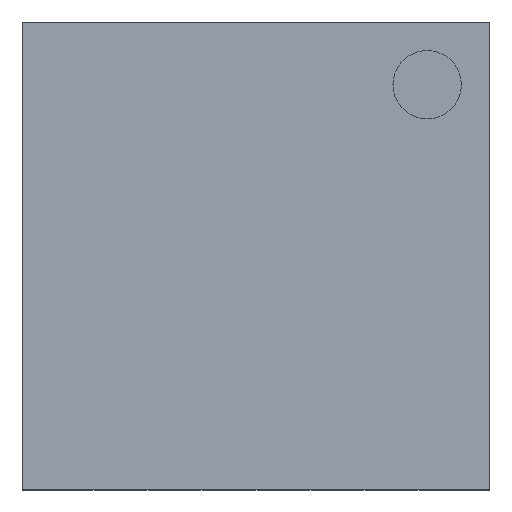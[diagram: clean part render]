
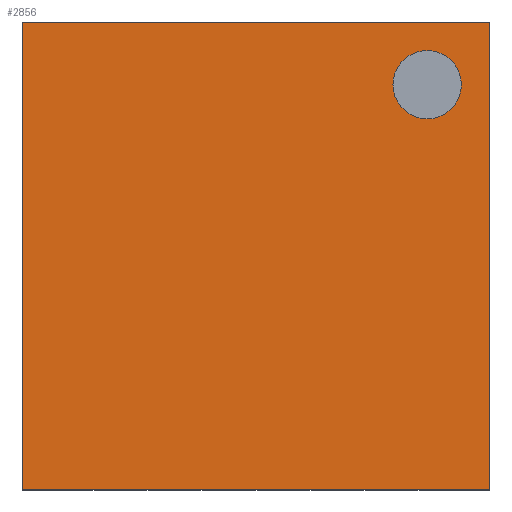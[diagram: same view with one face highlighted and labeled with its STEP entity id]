
A CAD part, top view. The second image highlights one B-rep face of the part: STEP entity #2856.
In plain terms, the highlighted planar face has unit normal (0, 0, 1).
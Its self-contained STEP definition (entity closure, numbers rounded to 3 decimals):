
#17=FACE_BOUND($,#371,.T.);
#20=CIRCLE($,#2988,0.3);
#204=FACE_OUTER_BOUND($,#370,.T.);
#370=EDGE_LOOP($,(#2525,#2526,#2527,#2528));
#371=EDGE_LOOP($,(#2529));
#731=LINE($,#4542,#1109);
#741=LINE($,#4556,#1119);
#743=LINE($,#4561,#1121);
#746=LINE($,#4565,#1124);
#1109=VECTOR($,#3736,4.1);
#1119=VECTOR($,#3748,4.1);
#1121=VECTOR($,#3752,4.1);
#1124=VECTOR($,#3757,4.1);
#1255=VERTEX_POINT($,#4179);
#1379=VERTEX_POINT($,#4539);
#1380=VERTEX_POINT($,#4541);
#1383=VERTEX_POINT($,#4554);
#1385=VERTEX_POINT($,#4560);
#1572=EDGE_CURVE($,#1255,#1255,#20,.T.);
#1745=EDGE_CURVE($,#1380,#1379,#731,.T.);
#1755=EDGE_CURVE($,#1379,#1383,#741,.T.);
#1757=EDGE_CURVE($,#1385,#1380,#743,.T.);
#1760=EDGE_CURVE($,#1383,#1385,#746,.T.);
#2525=ORIENTED_EDGE($,*,*,#1760,.T.);
#2526=ORIENTED_EDGE($,*,*,#1757,.T.);
#2527=ORIENTED_EDGE($,*,*,#1745,.T.);
#2528=ORIENTED_EDGE($,*,*,#1755,.T.);
#2529=ORIENTED_EDGE($,*,*,#1572,.T.);
#2693=PLANE($,#3057);
#2856=ADVANCED_FACE($,(#204,#17),#2693,.T.);
#2988=AXIS2_PLACEMENT_3D($,#4180,#3434,#3435);
#3057=AXIS2_PLACEMENT_3D($,#4574,#3767,#3768);
#3434=DIRECTION('center_axis',(0.,0.,-1.));
#3435=DIRECTION('ref_axis',(-1.,0.,0.));
#3736=DIRECTION($,(1.,0.,0.));
#3748=DIRECTION($,(0.,1.,0.));
#3752=DIRECTION($,(0.,-1.,0.));
#3757=DIRECTION($,(-1.,0.,0.));
#3767=DIRECTION('center_axis',(0.,0.,1.));
#3768=DIRECTION('ref_axis',(1.,0.,0.));
#4179=CARTESIAN_POINT('',(1.8,1.5,0.8));
#4180=CARTESIAN_POINT('Origin',(1.5,1.5,0.8));
#4539=CARTESIAN_POINT('',(2.05,-2.05,0.8));
#4541=CARTESIAN_POINT('',(-2.05,-2.05,0.8));
#4542=CARTESIAN_POINT($,(2.05,-2.05,0.8));
#4554=CARTESIAN_POINT('',(2.05,2.05,0.8));
#4556=CARTESIAN_POINT($,(2.05,2.05,0.8));
#4560=CARTESIAN_POINT('',(-2.05,2.05,0.8));
#4561=CARTESIAN_POINT($,(-2.05,-2.05,0.8));
#4565=CARTESIAN_POINT($,(-2.05,2.05,0.8));
#4574=CARTESIAN_POINT('Origin',(0.,0.,0.8));
